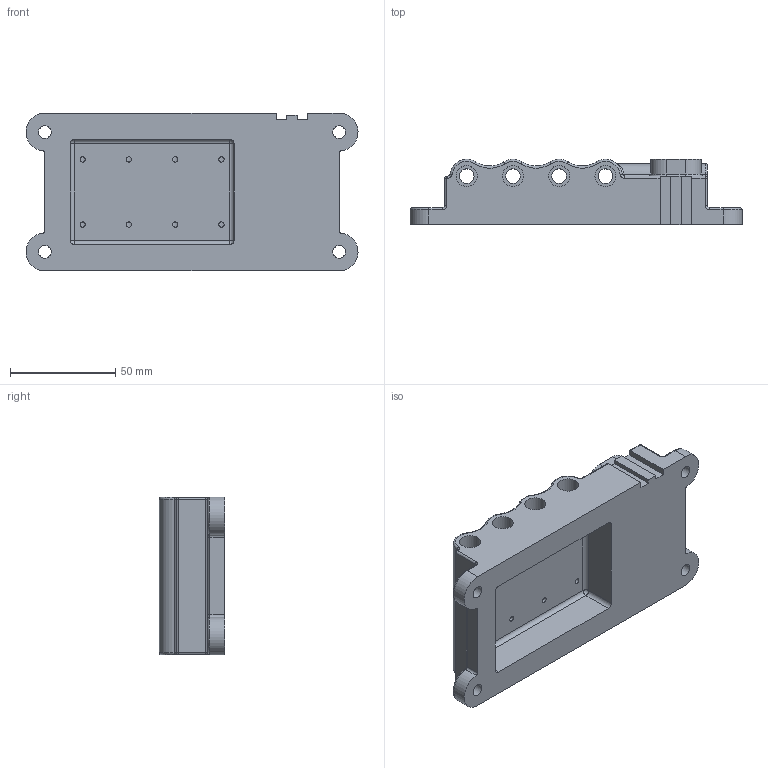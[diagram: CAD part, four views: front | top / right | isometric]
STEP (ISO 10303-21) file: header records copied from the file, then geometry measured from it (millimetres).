
FILE_DESCRIPTION(('FTC-10 geometry only from the NIST MBE PMI Validation and Conformance Testing Project - go.usa.gov/mGVm'),'2;1');
FILE_NAME('nist_ftc_10_asme1.stp','2015-05-27T17:43:46',(''),(''),'','','');
FILE_SCHEMA(('CONFIG_CONTROL_DESIGN'));
Length unit declared in the file: millimetre
Products named in the file (1): nist_ftc_10_asme1
Bounding box: 157.98 x 31 x 75 mm (x, y, z)
Volume: 188318.1 mm3; surface area: 48531.2 mm2
Topology: 1 solids, 1 shells, 214 faces, 503 edges, 306 vertices
Faces by surface type: cylinder 103, plane 53, torus 39, sphere 10, cone 8, bspline 1
Full cylindrical faces by diameter (mm): 2.459 x6, 2.5 x8, 3.5 x6, 5.5 x2, 6 x4, 7 x4, 10 x12
Entity records: 6423 total; most frequent: CARTESIAN_POINT 1505, DIRECTION 1105, ORIENTED_EDGE 878, AXIS2_PLACEMENT_3D 468, EDGE_CURVE 439, EDGE_LOOP 323, VERTEX_POINT 292, CIRCLE 254
